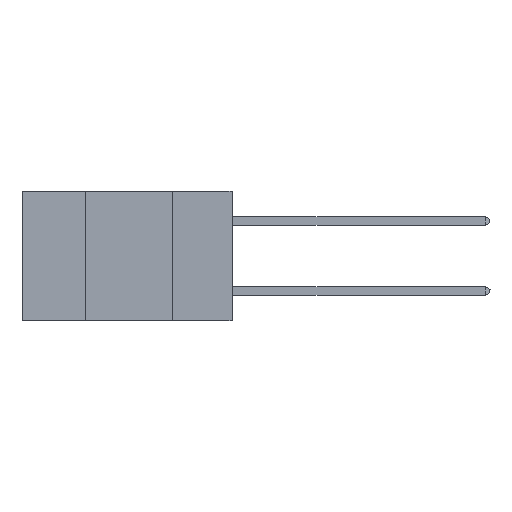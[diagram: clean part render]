
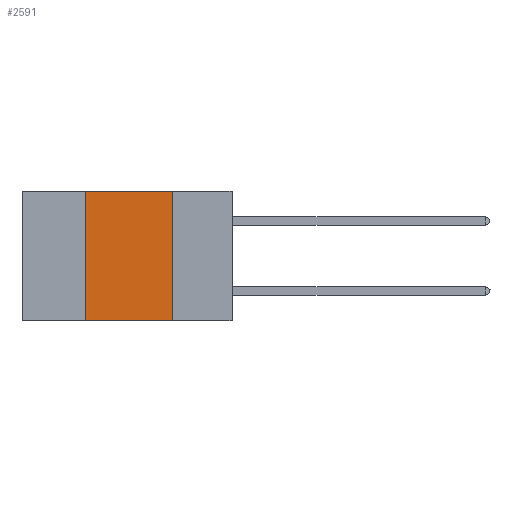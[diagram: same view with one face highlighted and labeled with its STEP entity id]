
A CAD part, left-side view. The second image highlights one B-rep face of the part: STEP entity #2591.
In plain terms, the highlighted planar face has unit normal (-1, 0, 0).
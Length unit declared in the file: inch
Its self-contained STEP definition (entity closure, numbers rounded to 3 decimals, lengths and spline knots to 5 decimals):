
#453 = EDGE_LOOP ( 'NONE', ( #1495, #19145, #27091, #26024 ) ) ;
#652 = CARTESIAN_POINT ( 'NONE',  ( 0., 0.42, 0. ) ) ;
#1495 = ORIENTED_EDGE ( 'NONE', *, *, #6011, .F. ) ;
#2591 = ADVANCED_FACE ( 'NONE', ( #20601 ), #7136, .F. ) ;
#3127 = VECTOR ( 'NONE', #17707, 39.37008 ) ;
#3302 = VERTEX_POINT ( 'NONE', #31359 ) ;
#3885 = VECTOR ( 'NONE', #35253, 39.37008 ) ;
#4366 = DIRECTION ( 'NONE',  ( 1., 0., 0. ) ) ;
#5172 = EDGE_CURVE ( 'NONE', #27921, #3302, #13776, .T. ) ;
#6011 = EDGE_CURVE ( 'NONE', #35196, #3302, #32861, .T. ) ;
#7136 = PLANE ( 'NONE',  #24683 ) ;
#7379 = CARTESIAN_POINT ( 'NONE',  ( 0., 0.17, 0. ) ) ;
#7839 = EDGE_CURVE ( 'NONE', #15174, #35196, #21593, .T. ) ;
#8830 = CARTESIAN_POINT ( 'NONE',  ( 0., 0.42, 0. ) ) ;
#12720 = DIRECTION ( 'NONE',  ( 0., 0., -1. ) ) ;
#13113 = CARTESIAN_POINT ( 'NONE',  ( 0., 0.42, -0.37 ) ) ;
#13776 = LINE ( 'NONE', #16671, #19557 ) ;
#14270 = EDGE_CURVE ( 'NONE', #27921, #15174, #15205, .T. ) ;
#15174 = VERTEX_POINT ( 'NONE', #652 ) ;
#15205 = LINE ( 'NONE', #8830, #3127 ) ;
#16671 = CARTESIAN_POINT ( 'NONE',  ( 0., 0.6, -0.37 ) ) ;
#17707 = DIRECTION ( 'NONE',  ( 0., 0., 1. ) ) ;
#19145 = ORIENTED_EDGE ( 'NONE', *, *, #7839, .F. ) ;
#19557 = VECTOR ( 'NONE', #31319, 39.37008 ) ;
#20601 = FACE_OUTER_BOUND ( 'NONE', #453, .T. ) ;
#21593 = LINE ( 'NONE', #21895, #36306 ) ;
#21895 = CARTESIAN_POINT ( 'NONE',  ( 0., 0.6, 0. ) ) ;
#23499 = CARTESIAN_POINT ( 'NONE',  ( 0., 0.17, 0. ) ) ;
#24683 = AXIS2_PLACEMENT_3D ( 'NONE', #35737, #4366, #12720 ) ;
#26024 = ORIENTED_EDGE ( 'NONE', *, *, #5172, .T. ) ;
#27091 = ORIENTED_EDGE ( 'NONE', *, *, #14270, .F. ) ;
#27240 = DIRECTION ( 'NONE',  ( 0., -1., 0. ) ) ;
#27921 = VERTEX_POINT ( 'NONE', #13113 ) ;
#31319 = DIRECTION ( 'NONE',  ( 0., -1., 0. ) ) ;
#31359 = CARTESIAN_POINT ( 'NONE',  ( 0., 0.17, -0.37 ) ) ;
#32861 = LINE ( 'NONE', #7379, #3885 ) ;
#35196 = VERTEX_POINT ( 'NONE', #23499 ) ;
#35253 = DIRECTION ( 'NONE',  ( 0., 0., -1. ) ) ;
#35737 = CARTESIAN_POINT ( 'NONE',  ( 0., 0.6, 0. ) ) ;
#36306 = VECTOR ( 'NONE', #27240, 39.37008 ) ;
